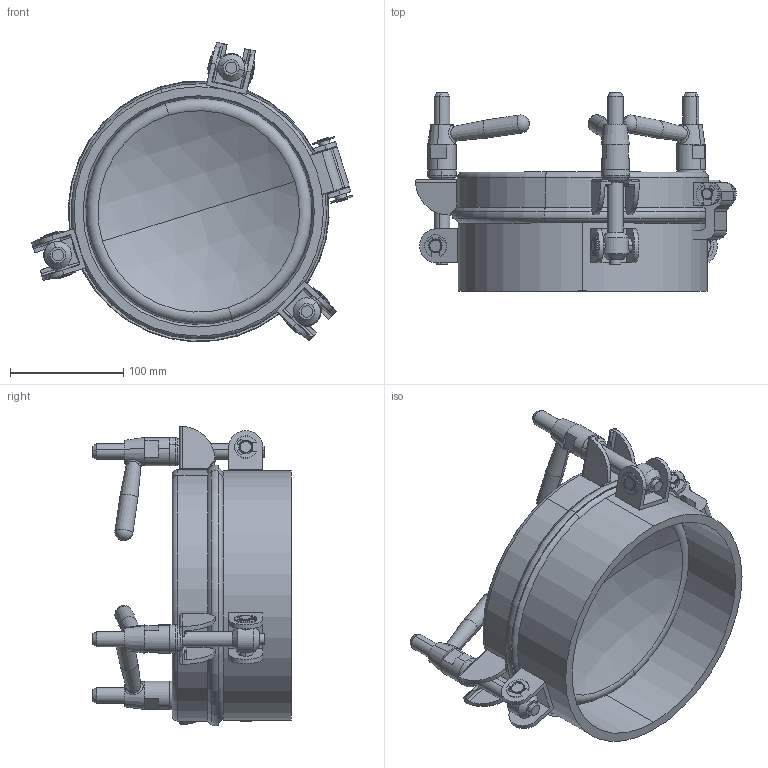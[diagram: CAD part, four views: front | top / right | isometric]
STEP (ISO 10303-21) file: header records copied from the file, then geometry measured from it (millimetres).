
FILE_DESCRIPTION (( 'STEP AP203' ), '1' );
FILE_NAME ('porte complete p22-238.STEP', '2009-02-26T10:15:40', ( 'BE' ), ( 'BOYER SA' ), 'SwSTEP 2.0', 'SolidWorks 2008', '' );
FILE_SCHEMA (( 'CONFIG_CONTROL_DESIGN' ));
Length unit declared in the file: millimetre
Products named in the file (14): ARPR 6L BR P SCA 02 204 (0710200006)_Défaut; U5  4L PO U122    27  34  30 (0640800014)_Défaut; PSDR 4L BR S 10.2 04 68 20 (0661000006)_Défaut; joint pour porte p22-238_Défaut; MA1 06 BR YD 14 51 EMB INOX (0750200054)_Défaut; GU14 6L BR YD 122 90 135  (0610300003)_Défaut; porte complete p22-238; CARO 6L PO SP 08 204 60 (0720100109)_Défaut; HSAC 4L PO M1 (0690600010)_Défaut; AXE 04 BR D10 50 57 (0650100014)_Défaut; MA1 06 BR YD 14 51 EMB INOX (0750200054)( element bague clipse)_Défaut; CHAP 4L BR L 37 (0630100004)_Défaut; AXE 04 BR D12 39 46  (0650100000)_Défaut; CLIP 6L PO D10 50650300002起D嶨aut
Assembly tree (33 placements, depth 2):
  porte complete p22-238
    MA1 06 BR YD 14 51 EMB INOX (0750200054)( element bague clipse)_Défaut  x3
    CLIP 6L PO D10 50650300002起D嶨aut  x8
    CHAP 4L BR L 37 (0630100004)_Défaut  x3
    GU14 6L BR YD 122 90 135  (0610300003)_Défaut  x3
    AXE 04 BR D12 39 46  (0650100000)_Défaut  x3
    U5  4L PO U122    27  34  30 (0640800014)_Défaut  x3
    HSAC 4L PO M1 (0690600010)_Défaut
    ARPR 6L BR P SCA 02 204 (0710200006)_Défaut
    PSDR 4L BR S 10.2 04 68 20 (0661000006)_Défaut  x2
    MA1 06 BR YD 14 51 EMB INOX (0750200054)_Défaut  x3
    joint pour porte p22-238_Défaut
    AXE 04 BR D10 50 57 (0650100014)_Défaut
    CARO 6L PO SP 08 204 60 (0720100109)_Défaut
Bounding box: 283.15 x 175 x 264.14 mm (x, y, z)
Volume: 896478.3 mm3; surface area: 463792.1 mm2
Topology: 33 solids, 34 shells, 673 faces, 1596 edges, 996 vertices
Faces by surface type: cylinder 268, plane 244, torus 80, cone 53, bspline 18, sphere 10
Entity records: 10151 total; most frequent: CARTESIAN_POINT 2076, DIRECTION 1437, ORIENTED_EDGE 1156, AXIS2_PLACEMENT_3D 598, EDGE_CURVE 578, VERTEX_POINT 359, CIRCLE 312, EDGE_LOOP 283
